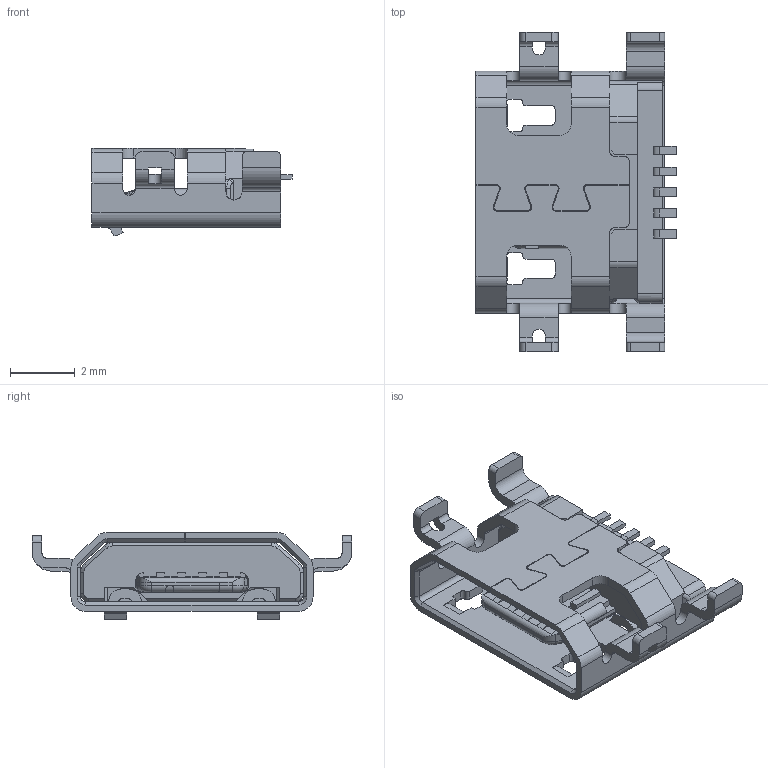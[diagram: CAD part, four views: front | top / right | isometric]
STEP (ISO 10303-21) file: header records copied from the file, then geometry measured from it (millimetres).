
FILE_DESCRIPTION(('CoCreate Modeling STEP Export'),'2;1');
FILE_NAME('1.stp','2017-03-24T20:39:14',(''),(''),'CoCreate Modeling STEP processor for AP214 (Solid Model)','CoCreate Modeling 16.00 13-May-2008 (C) Parametric Technology GmbH','');
FILE_SCHEMA(('AUTOMOTIVE_DESIGN { 1 0 10303 214 1 1 1 1 }'));
Length unit declared in the file: millimetre
Products named in the file (7): contact; hosing; plate-2; plate; molding; 0_8_ASM; 0.8带半边铁片.stp
Assembly tree (6 placements, depth 5):
  0.8带半边铁片.stp
    0_8_ASM
      molding
        plate
          plate-2
        hosing
        contact
Bounding box: 6.2 x 9.9 x 2.7 mm (x, y, z)
Volume: 53.2 mm3; surface area: 288.6 mm2
Topology: 2 solids, 2 shells, 734 faces, 2129 edges, 1375 vertices
Faces by surface type: plane 464, cylinder 241, cone 12, bspline 10, torus 6, extrusion 1
Entity records: 25666 total; most frequent: CARTESIAN_POINT 6064, ORIENTED_EDGE 4258, DIRECTION 3900, EDGE_CURVE 2127, VECTOR 1522, LINE 1521, VERTEX_POINT 1375, AXIS2_PLACEMENT_3D 1189
